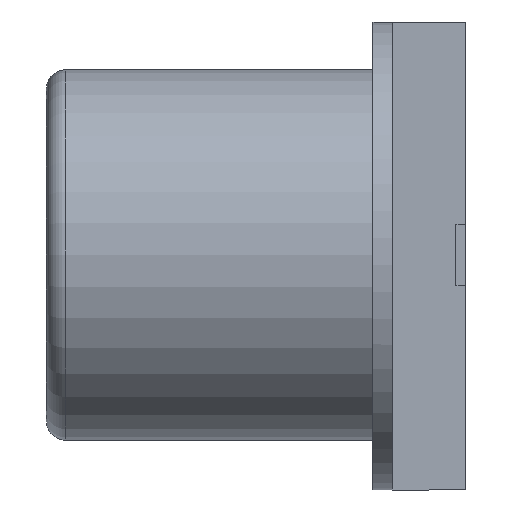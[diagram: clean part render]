
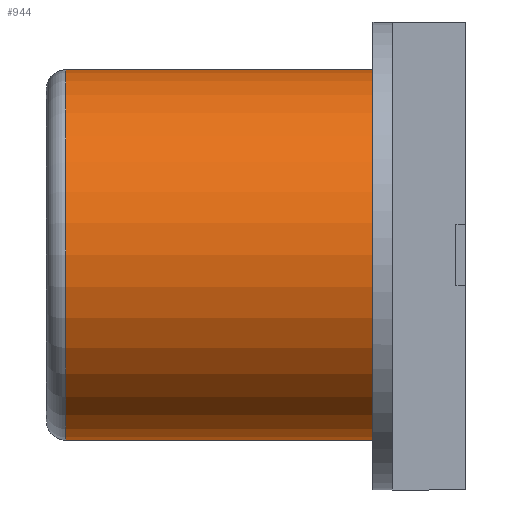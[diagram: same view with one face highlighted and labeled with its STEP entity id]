
A CAD part, left-side view. The second image highlights one B-rep face of the part: STEP entity #944.
In plain terms, the highlighted cylindrical face has radius 1.9 mm (diameter 3.8 mm), a partial arc.
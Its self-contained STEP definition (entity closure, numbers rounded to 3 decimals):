
#34 = DIRECTION ( 'NONE',  ( 0., -1., 0. ) ) ;
#50 = EDGE_CURVE ( 'NONE', #864, #1695, #1633, .T. ) ;
#92 = CARTESIAN_POINT ( 'NONE',  ( -3.25, 4.1, 0. ) ) ;
#100 = DIRECTION ( 'NONE',  ( 0., 0., -1. ) ) ;
#282 = CIRCLE ( 'NONE', #946, 1.9 ) ;
#305 = DIRECTION ( 'NONE',  ( 0., 0., 1. ) ) ;
#315 = CARTESIAN_POINT ( 'NONE',  ( -3.25, 4.1, -1.9 ) ) ;
#367 = CYLINDRICAL_SURFACE ( 'NONE', #1258, 1.9 ) ;
#387 = DIRECTION ( 'NONE',  ( 0., 0., 1. ) ) ;
#495 = FACE_OUTER_BOUND ( 'NONE', #1729, .T. ) ;
#523 = DIRECTION ( 'NONE',  ( 0., -1., 0. ) ) ;
#539 = CARTESIAN_POINT ( 'NONE',  ( -3.25, 0.95, 1.9 ) ) ;
#554 = EDGE_CURVE ( 'NONE', #1475, #864, #1013, .T. ) ;
#579 = CARTESIAN_POINT ( 'NONE',  ( -3.25, 0.95, 0. ) ) ;
#783 = DIRECTION ( 'NONE',  ( 0., -1., 0. ) ) ;
#799 = ORIENTED_EDGE ( 'NONE', *, *, #1101, .T. ) ;
#864 = VERTEX_POINT ( 'NONE', #315 ) ;
#944 = ADVANCED_FACE ( 'NONE', ( #495 ), #367, .T. ) ;
#946 = AXIS2_PLACEMENT_3D ( 'NONE', #579, #1627, #305 ) ;
#973 = EDGE_CURVE ( 'NONE', #1475, #1051, #1446, .T. ) ;
#1013 = CIRCLE ( 'NONE', #1239, 1.9 ) ;
#1026 = ORIENTED_EDGE ( 'NONE', *, *, #554, .T. ) ;
#1051 = VERTEX_POINT ( 'NONE', #539 ) ;
#1084 = VECTOR ( 'NONE', #34, 1000. ) ;
#1101 = EDGE_CURVE ( 'NONE', #1695, #1051, #282, .T. ) ;
#1159 = ORIENTED_EDGE ( 'NONE', *, *, #50, .T. ) ;
#1215 = CARTESIAN_POINT ( 'NONE',  ( -3.25, 19.579, -1.9 ) ) ;
#1219 = CARTESIAN_POINT ( 'NONE',  ( -3.25, 4.1, 1.9 ) ) ;
#1239 = AXIS2_PLACEMENT_3D ( 'NONE', #92, #523, #387 ) ;
#1258 = AXIS2_PLACEMENT_3D ( 'NONE', #1296, #1288, #100 ) ;
#1288 = DIRECTION ( 'NONE',  ( 0., -1., 0. ) ) ;
#1296 = CARTESIAN_POINT ( 'NONE',  ( -3.25, 19.579, 0. ) ) ;
#1345 = CARTESIAN_POINT ( 'NONE',  ( -3.25, 0.95, -1.9 ) ) ;
#1446 = LINE ( 'NONE', #1543, #1452 ) ;
#1452 = VECTOR ( 'NONE', #783, 1000. ) ;
#1462 = ORIENTED_EDGE ( 'NONE', *, *, #973, .F. ) ;
#1475 = VERTEX_POINT ( 'NONE', #1219 ) ;
#1543 = CARTESIAN_POINT ( 'NONE',  ( -3.25, 19.579, 1.9 ) ) ;
#1627 = DIRECTION ( 'NONE',  ( 0., 1., 0. ) ) ;
#1633 = LINE ( 'NONE', #1215, #1084 ) ;
#1695 = VERTEX_POINT ( 'NONE', #1345 ) ;
#1729 = EDGE_LOOP ( 'NONE', ( #1462, #1026, #1159, #799 ) ) ;
